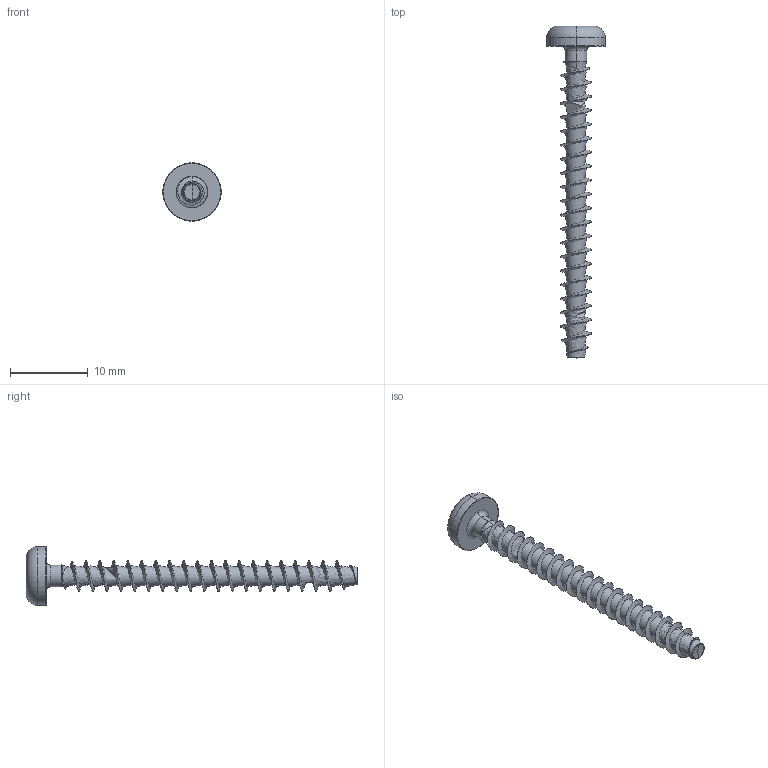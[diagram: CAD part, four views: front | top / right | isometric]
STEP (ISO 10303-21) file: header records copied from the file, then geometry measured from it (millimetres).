
FILE_DESCRIPTION (( 'STEP AP203' ), '1' );
FILE_NAME ('STP39A0400400.STEP', '2017-11-16T16:15:31', ( '' ), ( '' ), 'SwSTEP 2.0', 'SolidWorks 2015', '' );
FILE_SCHEMA (( 'CONFIG_CONTROL_DESIGN' ));
Length unit declared in the file: millimetre
Products named in the file (1): STP39A0400400
Bounding box: 7.5 x 42.59 x 7.5 mm (x, y, z)
Volume: 313.1 mm3; surface area: 729.2 mm2
Topology: 1 solids, 1 shells, 80 faces, 191 edges, 113 vertices
Faces by surface type: bspline 32, cylinder 24, cone 12, torus 6, sphere 4, plane 2
Entity records: 25428 total; most frequent: CARTESIAN_POINT 23775, ORIENTED_EDGE 378, DIRECTION 256, EDGE_CURVE 189, VERTEX_POINT 113, AXIS2_PLACEMENT_3D 108, B_SPLINE_CURVE_WITH_KNOTS 90, EDGE_LOOP 82
